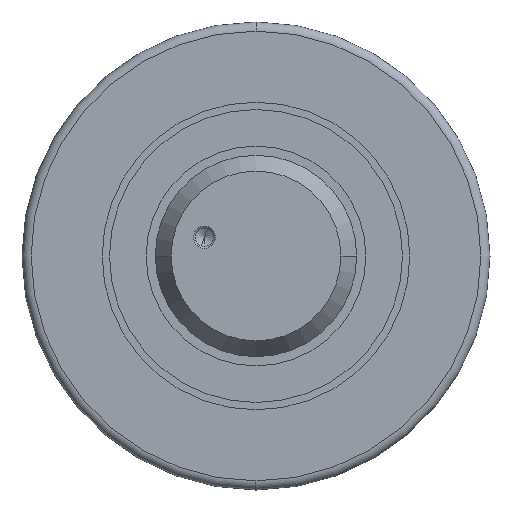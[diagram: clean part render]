
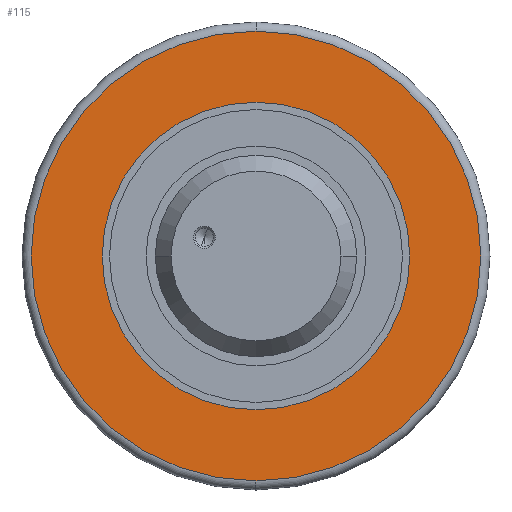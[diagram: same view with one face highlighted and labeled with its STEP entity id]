
A CAD part, left-side view. The second image highlights one B-rep face of the part: STEP entity #115.
In plain terms, the highlighted planar face has unit normal (-1, 0, 0).
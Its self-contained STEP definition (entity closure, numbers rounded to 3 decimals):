
#115=ADVANCED_FACE('',(#211,#212),#213,.T.);
#211=FACE_BOUND('',#323,.T.);
#212=FACE_OUTER_BOUND('',#324,.T.);
#213=PLANE('',#325);
#323=EDGE_LOOP('',(#653,#654));
#324=EDGE_LOOP('',(#655,#656,#657));
#325=AXIS2_PLACEMENT_3D('',#658,#659,#660);
#653=ORIENTED_EDGE('',*,*,#847,.T.);
#654=ORIENTED_EDGE('',*,*,#783,.T.);
#655=ORIENTED_EDGE('',*,*,#760,.T.);
#656=ORIENTED_EDGE('',*,*,#852,.T.);
#657=ORIENTED_EDGE('',*,*,#761,.T.);
#658=CARTESIAN_POINT('',(14.0,30.7,0.));
#659=DIRECTION('',(-1.0,0.,0.));
#660=DIRECTION('',(0.,1.0,0.));
#760=EDGE_CURVE('',#895,#893,#896,.T.);
#761=EDGE_CURVE('',#887,#895,#897,.T.);
#783=EDGE_CURVE('',#932,#936,#938,.T.);
#847=EDGE_CURVE('',#936,#932,#1041,.T.);
#852=EDGE_CURVE('',#893,#887,#1046,.T.);
#887=VERTEX_POINT('',#1087);
#893=VERTEX_POINT('',#1093);
#895=VERTEX_POINT('',#1095);
#896=CIRCLE('',#1096,61.4);
#897=CIRCLE('',#1097,61.4);
#932=VERTEX_POINT('',#1138);
#936=VERTEX_POINT('',#1143);
#938=CIRCLE('',#1146,42.0);
#1041=CIRCLE('',#1458,42.0);
#1046=CIRCLE('',#1463,61.4);
#1087=CARTESIAN_POINT('',(14.0,0.,61.4));
#1093=CARTESIAN_POINT('',(14.0,0.,-61.4));
#1095=CARTESIAN_POINT('',(14.0,61.4,0.));
#1096=AXIS2_PLACEMENT_3D('',#1509,#1510,#1511);
#1097=AXIS2_PLACEMENT_3D('',#1512,#1513,#1514);
#1138=CARTESIAN_POINT('',(14.0,0.,-42.0));
#1143=CARTESIAN_POINT('',(14.0,0.,42.0));
#1146=AXIS2_PLACEMENT_3D('',#1562,#1563,#1564);
#1458=AXIS2_PLACEMENT_3D('',#1664,#1665,#1666);
#1463=AXIS2_PLACEMENT_3D('',#1679,#1680,#1681);
#1509=CARTESIAN_POINT('',(14.0,0.0,0.));
#1510=DIRECTION('',(-1.0,0.0,0.));
#1511=DIRECTION('',(0.0,1.0,0.0));
#1512=CARTESIAN_POINT('',(14.0,0.0,0.));
#1513=DIRECTION('',(-1.0,0.0,0.));
#1514=DIRECTION('',(0.0,1.0,0.0));
#1562=CARTESIAN_POINT('',(14.0,0.0,0.0));
#1563=DIRECTION('',(1.0,0.,0.));
#1564=DIRECTION('',(0.,0.,-1.0));
#1664=CARTESIAN_POINT('',(14.0,0.0,0.0));
#1665=DIRECTION('',(1.0,0.,0.));
#1666=DIRECTION('',(0.,0.,-1.0));
#1679=CARTESIAN_POINT('',(14.0,0.0,0.));
#1680=DIRECTION('',(-1.0,0.0,0.));
#1681=DIRECTION('',(0.0,1.0,0.0));
